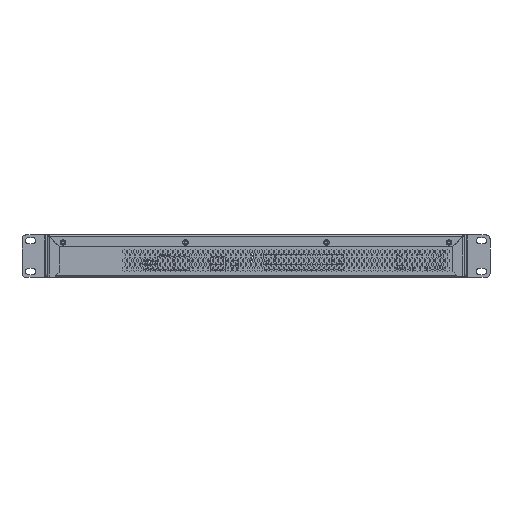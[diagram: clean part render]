
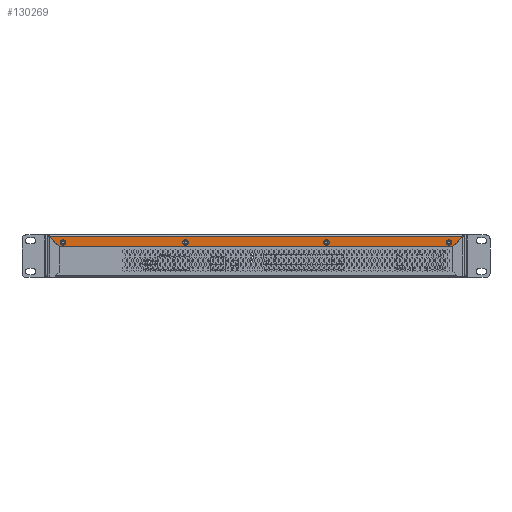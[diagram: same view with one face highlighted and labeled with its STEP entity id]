
A CAD part, top view. The second image highlights one B-rep face of the part: STEP entity #130269.
In plain terms, the highlighted planar face has unit normal (0, 0, 1).
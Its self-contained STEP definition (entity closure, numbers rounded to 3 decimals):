
#750 = ORIENTED_EDGE ( 'NONE', *, *, #86507, .F. ) ;
#2105 = DIRECTION ( 'NONE',  ( -0.707, 0.707, 0. ) ) ;
#4450 = ORIENTED_EDGE ( 'NONE', *, *, #165705, .F. ) ;
#5312 = DIRECTION ( 'NONE',  ( 0., 0., 1. ) ) ;
#5326 = VERTEX_POINT ( 'NONE', #16505 ) ;
#12039 = CARTESIAN_POINT ( 'NONE',  ( 428.088, -0.7, 122.9 ) ) ;
#13704 = DIRECTION ( 'NONE',  ( 1., 0., 0. ) ) ;
#15112 = CIRCLE ( 'NONE', #39399, 2.85 ) ;
#16505 = CARTESIAN_POINT ( 'NONE',  ( 139.55, -7., 122.9 ) ) ;
#17292 = EDGE_CURVE ( 'NONE', #5326, #88556, #153586, .T. ) ;
#19566 = EDGE_CURVE ( 'NONE', #72630, #98151, #133409, .T. ) ;
#20053 = CARTESIAN_POINT ( 'NONE',  ( 428.088, -0.7, 122.9 ) ) ;
#21432 = CARTESIAN_POINT ( 'NONE',  ( 417.788, -11., 122.9 ) ) ;
#22524 = ORIENTED_EDGE ( 'NONE', *, *, #54046, .F. ) ;
#23068 = DIRECTION ( 'NONE',  ( 0., 0., 1. ) ) ;
#24006 = DIRECTION ( 'NONE',  ( 1., 0., 0. ) ) ;
#33107 = CARTESIAN_POINT ( 'NONE',  ( 284.75, -7., 122.9 ) ) ;
#34861 = DIRECTION ( 'NONE',  ( 0., 0., 1. ) ) ;
#36468 = VERTEX_POINT ( 'NONE', #21432 ) ;
#38387 = VERTEX_POINT ( 'NONE', #33107 ) ;
#39088 = ORIENTED_EDGE ( 'NONE', *, *, #42954, .F. ) ;
#39399 = AXIS2_PLACEMENT_3D ( 'NONE', #115116, #173149, #158872 ) ;
#39984 = FACE_OUTER_BOUND ( 'NONE', #156953, .T. ) ;
#40053 = ORIENTED_EDGE ( 'NONE', *, *, #75272, .T. ) ;
#42954 = EDGE_CURVE ( 'NONE', #154019, #175425, #104750, .T. ) ;
#45341 = AXIS2_PLACEMENT_3D ( 'NONE', #59668, #128172, #188078 ) ;
#45401 = DIRECTION ( 'NONE',  ( 0., 0., 1. ) ) ;
#53249 = CARTESIAN_POINT ( 'NONE',  ( 0., -11., 122.9 ) ) ;
#54046 = EDGE_CURVE ( 'NONE', #182221, #86950, #159053, .T. ) ;
#57379 = AXIS2_PLACEMENT_3D ( 'NONE', #57794, #45401, #72042 ) ;
#57482 = EDGE_CURVE ( 'NONE', #86950, #181006, #144926, .T. ) ;
#57794 = CARTESIAN_POINT ( 'NONE',  ( 287.6, -7., 122.9 ) ) ;
#58256 = CARTESIAN_POINT ( 'NONE',  ( 303.353, -302.141, 122.9 ) ) ;
#59668 = CARTESIAN_POINT ( 'NONE',  ( 414., -7., 122.9 ) ) ;
#59896 = CARTESIAN_POINT ( 'NONE',  ( 416.85, -7., 122.9 ) ) ;
#63001 = AXIS2_PLACEMENT_3D ( 'NONE', #133531, #77385, #106872 ) ;
#63041 = CARTESIAN_POINT ( 'NONE',  ( 145.25, -7., 122.9 ) ) ;
#63324 = DIRECTION ( 'NONE',  ( 1., 0., 0. ) ) ;
#67026 = ORIENTED_EDGE ( 'NONE', *, *, #19566, .F. ) ;
#67564 = FACE_BOUND ( 'NONE', #127481, .T. ) ;
#72042 = DIRECTION ( 'NONE',  ( 1., 0., 0. ) ) ;
#72630 = VERTEX_POINT ( 'NONE', #121442 ) ;
#75272 = EDGE_CURVE ( 'NONE', #182221, #36468, #97905, .T. ) ;
#77282 = EDGE_CURVE ( 'NONE', #181006, #36468, #140438, .T. ) ;
#77385 = DIRECTION ( 'NONE',  ( 0., 0., 1. ) ) ;
#77583 = CARTESIAN_POINT ( 'NONE',  ( 142.4, -7., 122.9 ) ) ;
#79924 = DIRECTION ( 'NONE',  ( 0., 0., -1. ) ) ;
#82092 = AXIS2_PLACEMENT_3D ( 'NONE', #161890, #164715, #88673 ) ;
#82752 = PLANE ( 'NONE',  #110309 ) ;
#83975 = CARTESIAN_POINT ( 'NONE',  ( 13.15, -7., 122.9 ) ) ;
#84026 = ORIENTED_EDGE ( 'NONE', *, *, #135626, .F. ) ;
#84158 = CARTESIAN_POINT ( 'NONE',  ( 12.212, -11., 122.9 ) ) ;
#86507 = EDGE_CURVE ( 'NONE', #38387, #129090, #121103, .T. ) ;
#86950 = VERTEX_POINT ( 'NONE', #121118 ) ;
#88556 = VERTEX_POINT ( 'NONE', #63041 ) ;
#88673 = DIRECTION ( 'NONE',  ( 1., 0., 0. ) ) ;
#97010 = FACE_BOUND ( 'NONE', #155843, .T. ) ;
#97905 = LINE ( 'NONE', #53249, #181399 ) ;
#98151 = VERTEX_POINT ( 'NONE', #59896 ) ;
#99642 = CIRCLE ( 'NONE', #169470, 2.85 ) ;
#104750 = CIRCLE ( 'NONE', #153365, 2.85 ) ;
#106872 = DIRECTION ( 'NONE',  ( 1., 0., 0. ) ) ;
#110309 = AXIS2_PLACEMENT_3D ( 'NONE', #138879, #79924, #137919 ) ;
#115116 = CARTESIAN_POINT ( 'NONE',  ( 16., -7., 122.9 ) ) ;
#118115 = VECTOR ( 'NONE', #186039, 1000. ) ;
#119598 = ORIENTED_EDGE ( 'NONE', *, *, #57482, .F. ) ;
#121103 = CIRCLE ( 'NONE', #57379, 2.85 ) ;
#121118 = CARTESIAN_POINT ( 'NONE',  ( 1.912, -0.7, 122.9 ) ) ;
#121442 = CARTESIAN_POINT ( 'NONE',  ( 411.15, -7., 122.9 ) ) ;
#122613 = EDGE_CURVE ( 'NONE', #98151, #72630, #169466, .T. ) ;
#124386 = EDGE_CURVE ( 'NONE', #175425, #154019, #15112, .T. ) ;
#124762 = CARTESIAN_POINT ( 'NONE',  ( 287.6, -7., 122.9 ) ) ;
#125500 = CARTESIAN_POINT ( 'NONE',  ( 290.45, -7., 122.9 ) ) ;
#127481 = EDGE_LOOP ( 'NONE', ( #4450, #138520 ) ) ;
#128172 = DIRECTION ( 'NONE',  ( 0., 0., 1. ) ) ;
#129090 = VERTEX_POINT ( 'NONE', #125500 ) ;
#130011 = CARTESIAN_POINT ( 'NONE',  ( 18.85, -7., 122.9 ) ) ;
#130269 = ADVANCED_FACE ( 'NONE', ( #97010, #140768, #39984, #153157, #67564 ), #82752, .F. ) ;
#133409 = CIRCLE ( 'NONE', #45341, 2.85 ) ;
#133531 = CARTESIAN_POINT ( 'NONE',  ( 414., -7., 122.9 ) ) ;
#135251 = EDGE_LOOP ( 'NONE', ( #84026, #750 ) ) ;
#135626 = EDGE_CURVE ( 'NONE', #129090, #38387, #99642, .T. ) ;
#137919 = DIRECTION ( 'NONE',  ( 0., 1., 0. ) ) ;
#138520 = ORIENTED_EDGE ( 'NONE', *, *, #17292, .F. ) ;
#138879 = CARTESIAN_POINT ( 'NONE',  ( 0., 0., 122.9 ) ) ;
#139794 = CIRCLE ( 'NONE', #82092, 2.85 ) ;
#140131 = ORIENTED_EDGE ( 'NONE', *, *, #124386, .F. ) ;
#140438 = LINE ( 'NONE', #12039, #118115 ) ;
#140768 = FACE_BOUND ( 'NONE', #135251, .T. ) ;
#141145 = CARTESIAN_POINT ( 'NONE',  ( 428.3, -0.7, 122.9 ) ) ;
#144079 = VECTOR ( 'NONE', #13704, 1000. ) ;
#144926 = LINE ( 'NONE', #141145, #144079 ) ;
#146024 = ORIENTED_EDGE ( 'NONE', *, *, #122613, .F. ) ;
#147133 = CARTESIAN_POINT ( 'NONE',  ( 16., -7., 122.9 ) ) ;
#153157 = FACE_BOUND ( 'NONE', #176641, .T. ) ;
#153365 = AXIS2_PLACEMENT_3D ( 'NONE', #147133, #34861, #162330 ) ;
#153586 = CIRCLE ( 'NONE', #187006, 2.85 ) ;
#154019 = VERTEX_POINT ( 'NONE', #83975 ) ;
#155843 = EDGE_LOOP ( 'NONE', ( #140131, #39088 ) ) ;
#155932 = DIRECTION ( 'NONE',  ( 1., 0., 0. ) ) ;
#156953 = EDGE_LOOP ( 'NONE', ( #168223, #119598, #22524, #40053 ) ) ;
#158872 = DIRECTION ( 'NONE',  ( 1., 0., 0. ) ) ;
#159053 = LINE ( 'NONE', #58256, #176524 ) ;
#161890 = CARTESIAN_POINT ( 'NONE',  ( 142.4, -7., 122.9 ) ) ;
#162330 = DIRECTION ( 'NONE',  ( 1., 0., 0. ) ) ;
#164715 = DIRECTION ( 'NONE',  ( 0., 0., 1. ) ) ;
#165705 = EDGE_CURVE ( 'NONE', #88556, #5326, #139794, .T. ) ;
#168223 = ORIENTED_EDGE ( 'NONE', *, *, #77282, .F. ) ;
#169466 = CIRCLE ( 'NONE', #63001, 2.85 ) ;
#169470 = AXIS2_PLACEMENT_3D ( 'NONE', #124762, #23068, #24006 ) ;
#173149 = DIRECTION ( 'NONE',  ( 0., 0., 1. ) ) ;
#175425 = VERTEX_POINT ( 'NONE', #130011 ) ;
#176524 = VECTOR ( 'NONE', #2105, 1000. ) ;
#176641 = EDGE_LOOP ( 'NONE', ( #146024, #67026 ) ) ;
#181006 = VERTEX_POINT ( 'NONE', #20053 ) ;
#181399 = VECTOR ( 'NONE', #155932, 1000. ) ;
#182221 = VERTEX_POINT ( 'NONE', #84158 ) ;
#186039 = DIRECTION ( 'NONE',  ( -0.707, -0.707, 0. ) ) ;
#187006 = AXIS2_PLACEMENT_3D ( 'NONE', #77583, #5312, #63324 ) ;
#188078 = DIRECTION ( 'NONE',  ( 1., 0., 0. ) ) ;
